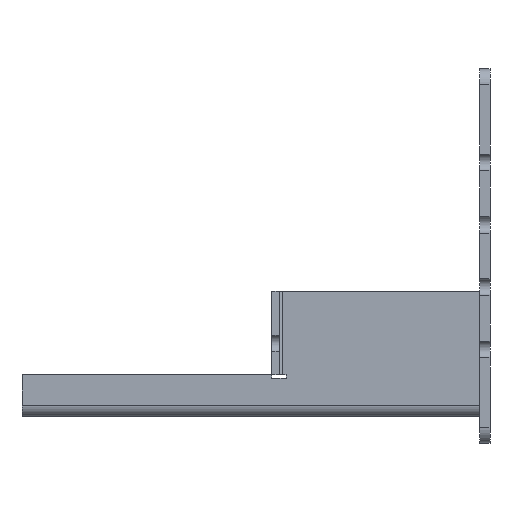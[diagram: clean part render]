
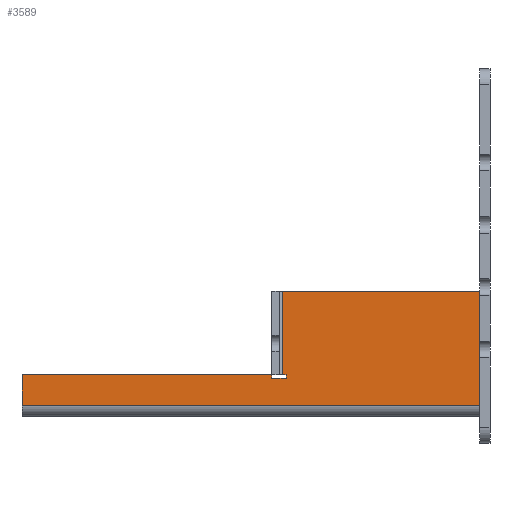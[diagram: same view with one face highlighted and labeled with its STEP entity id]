
A CAD part, left-side view. The second image highlights one B-rep face of the part: STEP entity #3589.
In plain terms, the highlighted face is planar.
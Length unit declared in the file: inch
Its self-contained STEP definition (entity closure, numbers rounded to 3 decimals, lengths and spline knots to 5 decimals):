
#13 = CARTESIAN_POINT ( 'NONE',  ( 0., -4.742, 2.812 ) ) ;
#20 = CARTESIAN_POINT ( 'NONE',  ( 0., -5., 0.718 ) ) ;
#24 = CARTESIAN_POINT ( 'NONE',  ( 0., 0., 2.812 ) ) ;
#71 = CARTESIAN_POINT ( 'NONE',  ( 0., 0., 0.07 ) ) ;
#76 = CARTESIAN_POINT ( 'NONE',  ( 0., -5., 0.812 ) ) ;
#78 = CARTESIAN_POINT ( 'NONE',  ( 0., -11., 0.812 ) ) ;
#92 = CARTESIAN_POINT ( 'NONE',  ( 0., 0., 0. ) ) ;
#93 = DIRECTION ( 'NONE',  ( 0., 0., -1. ) ) ;
#110 = CARTESIAN_POINT ( 'NONE',  ( 0., -11., 0.07 ) ) ;
#175 = EDGE_CURVE ( 'NONE', #4038, #4081, #1876, .T. ) ;
#179 = EDGE_CURVE ( 'Edge12', #1666, #1599, #1882, .T. ) ;
#180 = EDGE_CURVE ( 'NONE', #1678, #4033, #1884, .T. ) ;
#252 = EDGE_CURVE ( 'NONE', #4033, #4038, #2071, .T. ) ;
#260 = EDGE_CURVE ( 'NONE', #1669, #1741, #2099, .T. ) ;
#275 = EDGE_CURVE ( 'NONE', #1599, #1678, #2560, .T. ) ;
#388 = EDGE_CURVE ( 'Edge9', #4081, #1669, #2575, .T. ) ;
#420 = EDGE_CURVE ( 'NONE', #1676, #1666, #2621, .T. ) ;
#446 = EDGE_CURVE ( 'NONE', #1676, #1608, #2625, .T. ) ;
#471 = EDGE_CURVE ( 'NONE', #1741, #1608, #2715, .T. ) ;
#565 = DIRECTION ( 'NONE',  ( 1., 0., 0. ) ) ;
#579 = DIRECTION ( 'NONE',  ( 0., 0., -1. ) ) ;
#582 = CARTESIAN_POINT ( 'NONE',  ( 0., 0., 0. ) ) ;
#584 = PLANE ( 'NONE',  #1513 ) ;
#855 = FACE_OUTER_BOUND ( 'NONE', #1283, .T. ) ;
#1283 = EDGE_LOOP ( 'NONE', ( #1413, #1414, #1415, #1416, #1417, #1418, #1419, #1420, #1421, #1422 ) ) ;
#1413 = ORIENTED_EDGE ( 'NONE', *, *, #180, .F. ) ;
#1414 = ORIENTED_EDGE ( 'NONE', *, *, #275, .F. ) ;
#1415 = ORIENTED_EDGE ( 'NONE', *, *, #179, .F. ) ;
#1416 = ORIENTED_EDGE ( 'NONE', *, *, #420, .F. ) ;
#1417 = ORIENTED_EDGE ( 'NONE', *, *, #446, .T. ) ;
#1418 = ORIENTED_EDGE ( 'NONE', *, *, #471, .F. ) ;
#1419 = ORIENTED_EDGE ( 'NONE', *, *, #260, .F. ) ;
#1420 = ORIENTED_EDGE ( 'NONE', *, *, #388, .F. ) ;
#1421 = ORIENTED_EDGE ( 'NONE', *, *, #175, .F. ) ;
#1422 = ORIENTED_EDGE ( 'NONE', *, *, #252, .F. ) ;
#1513 = AXIS2_PLACEMENT_3D ( 'NONE', #582, #565, #579 ) ;
#1599 = VERTEX_POINT ( 'NONE', #76 ) ;
#1608 = VERTEX_POINT ( 'NONE', #71 ) ;
#1666 = VERTEX_POINT ( 'NONE', #78 ) ;
#1669 = VERTEX_POINT ( 'NONE', #13 ) ;
#1676 = VERTEX_POINT ( 'NONE', #110 ) ;
#1678 = VERTEX_POINT ( 'NONE', #20 ) ;
#1741 = VERTEX_POINT ( 'NONE', #24 ) ;
#1876 = LINE ( 'NONE', #2218, #1881 ) ;
#1881 = VECTOR ( 'NONE', #2857, 39.37008 ) ;
#1882 = LINE ( 'NONE', #2853, #1889 ) ;
#1884 = LINE ( 'NONE', #2850, #1891 ) ;
#1889 = VECTOR ( 'NONE', #2848, 39.37008 ) ;
#1891 = VECTOR ( 'NONE', #2846, 39.37008 ) ;
#2071 = LINE ( 'NONE', #2377, #2073 ) ;
#2073 = VECTOR ( 'NONE', #2550, 39.37008 ) ;
#2099 = LINE ( 'NONE', #2534, #2101 ) ;
#2101 = VECTOR ( 'NONE', #2533, 39.37008 ) ;
#2218 = CARTESIAN_POINT ( 'NONE',  ( 0., -4.648, 0.812 ) ) ;
#2285 = CARTESIAN_POINT ( 'NONE',  ( 0., -5., 0.812 ) ) ;
#2286 = DIRECTION ( 'NONE',  ( 0., 0., -1. ) ) ;
#2377 = CARTESIAN_POINT ( 'NONE',  ( 0., -4.648, 0.718 ) ) ;
#2378 = CARTESIAN_POINT ( 'NONE',  ( 0., -4.742, 0.812 ) ) ;
#2379 = DIRECTION ( 'NONE',  ( 0., 0., 1. ) ) ;
#2454 = DIRECTION ( 'NONE',  ( 0., 0., 1. ) ) ;
#2455 = CARTESIAN_POINT ( 'NONE',  ( 0., -11., 2.812 ) ) ;
#2458 = DIRECTION ( 'NONE',  ( 0., 1., 0. ) ) ;
#2471 = CARTESIAN_POINT ( 'NONE',  ( 0., 0., 0.07 ) ) ;
#2533 = DIRECTION ( 'NONE',  ( 0., 1., 0. ) ) ;
#2534 = CARTESIAN_POINT ( 'NONE',  ( 0., 0., 2.812 ) ) ;
#2550 = DIRECTION ( 'NONE',  ( 0., 0., 1. ) ) ;
#2560 = LINE ( 'NONE', #2285, #2566 ) ;
#2566 = VECTOR ( 'NONE', #2286, 39.37008 ) ;
#2575 = LINE ( 'NONE', #2378, #2576 ) ;
#2576 = VECTOR ( 'NONE', #2379, 39.37008 ) ;
#2621 = LINE ( 'NONE', #2455, #2622 ) ;
#2622 = VECTOR ( 'NONE', #2454, 39.37008 ) ;
#2625 = LINE ( 'NONE', #2471, #2674 ) ;
#2674 = VECTOR ( 'NONE', #2458, 39.37008 ) ;
#2715 = LINE ( 'NONE', #92, #2716 ) ;
#2716 = VECTOR ( 'NONE', #93, 39.37008 ) ;
#2846 = DIRECTION ( 'NONE',  ( 0., 1., 0. ) ) ;
#2848 = DIRECTION ( 'NONE',  ( 0., 1., 0. ) ) ;
#2850 = CARTESIAN_POINT ( 'NONE',  ( 0., -5., 0.718 ) ) ;
#2853 = CARTESIAN_POINT ( 'NONE',  ( 0., -11., 0.812 ) ) ;
#2857 = DIRECTION ( 'NONE',  ( 0., -1., 0. ) ) ;
#3188 = CARTESIAN_POINT ( 'NONE',  ( 0., -4.648, 0.718 ) ) ;
#3479 = CARTESIAN_POINT ( 'NONE',  ( 0., -4.742, 0.812 ) ) ;
#3521 = CARTESIAN_POINT ( 'NONE',  ( 0., -4.648, 0.812 ) ) ;
#3589 = ADVANCED_FACE ( 'NONE', ( #855 ), #584, .T. ) ;
#4033 = VERTEX_POINT ( 'NONE', #3188 ) ;
#4038 = VERTEX_POINT ( 'NONE', #3521 ) ;
#4081 = VERTEX_POINT ( 'NONE', #3479 ) ;
